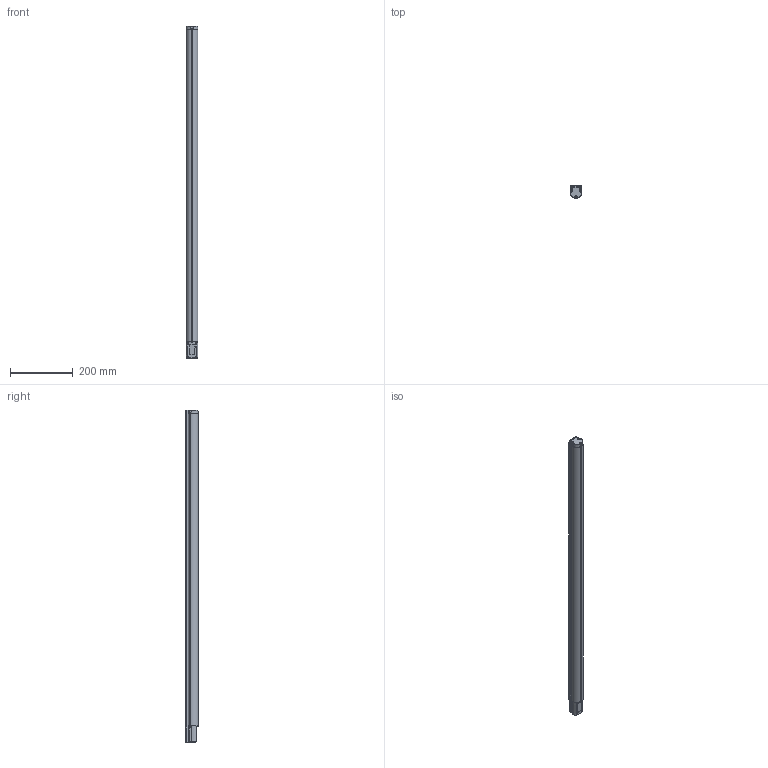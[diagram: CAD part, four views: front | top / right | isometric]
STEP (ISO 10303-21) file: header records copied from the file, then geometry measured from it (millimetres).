
FILE_DESCRIPTION((''),'2;1');
FILE_NAME('231355_SM01_ASM','2024-06-10T14:20:40',('banengservice'),('BANNER ENGINEERING'),'CREO PARAMETRIC BY PTC INC, 2022414','CREO PARAMETRIC BY PTC INC, 2022414','');
FILE_SCHEMA(('CONFIG_CONTROL_DESIGN'));
Length unit declared in the file: millimetre
Products named in the file (2): 231355_EP01; 231355_SM01_ASM
Assembly tree (1 placements, depth 2):
  231355_SM01_ASM
    231355_EP01
Bounding box: 38 x 39.59 x 1056.63 mm (x, y, z)
Volume: 1171049.4 mm3; surface area: 279919.6 mm2
Topology: 1 solids, 1 shells, 1761 faces, 6103 edges, 3996 vertices
Faces by surface type: cylinder 808, plane 655, bspline 138, cone 121, torus 37, extrusion 2
Entity records: 190941 total; most frequent: CARTESIAN_POINT 142139, ORIENTED_EDGE 12206, DIRECTION 7887, EDGE_CURVE 6103, VERTEX_POINT 3996, VECTOR 2811, LINE 2809, AXIS2_PLACEMENT_3D 2538
